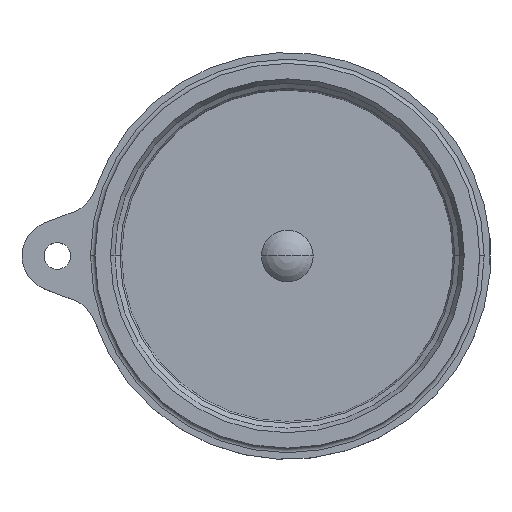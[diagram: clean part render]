
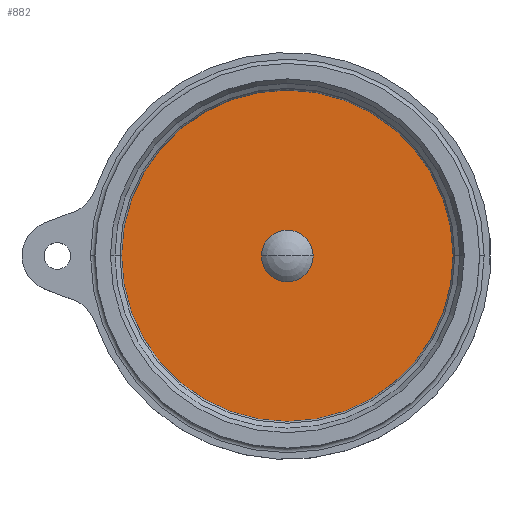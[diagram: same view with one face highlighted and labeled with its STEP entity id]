
A CAD part, top view. The second image highlights one B-rep face of the part: STEP entity #882.
In plain terms, the highlighted planar face has unit normal (0, 0, 1).
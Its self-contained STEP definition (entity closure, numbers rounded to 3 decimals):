
#16=CARTESIAN_POINT('',(0.,0.,-15.));
#17=DIRECTION('',(0.,0.,1.));
#18=DIRECTION('',(1.,0.,0.));
#19=AXIS2_PLACEMENT_3D('',#16,#17,#18);
#25=CARTESIAN_POINT('',(0.,0.,-15.));
#26=DIRECTION('',(0.,0.,1.));
#27=DIRECTION('',(-1.,0.,0.));
#28=AXIS2_PLACEMENT_3D('',#25,#26,#27);
#33=CARTESIAN_POINT('',(0.,0.,-15.));
#34=DIRECTION('',(0.,0.,-1.));
#35=DIRECTION('',(1.,0.,0.));
#36=AXIS2_PLACEMENT_3D('',#33,#34,#35);
#41=CARTESIAN_POINT('',(0.,0.,-15.));
#42=DIRECTION('',(0.,0.,-1.));
#43=DIRECTION('',(-1.,0.,0.));
#44=AXIS2_PLACEMENT_3D('',#41,#42,#43);
#759=CARTESIAN_POINT('',(2.923,0.,-15.));
#760=CARTESIAN_POINT('',(-2.923,0.,-15.));
#761=VERTEX_POINT('',#759);
#762=VERTEX_POINT('',#760);
#829=CARTESIAN_POINT('',(19.,0.,-15.));
#830=CARTESIAN_POINT('',(-19.,0.,-15.));
#831=VERTEX_POINT('',#829);
#832=VERTEX_POINT('',#830);
#865=CARTESIAN_POINT('',(0.,0.,-15.));
#866=DIRECTION('',(0.,0.,-1.));
#867=DIRECTION('',(1.,0.,0.));
#868=AXIS2_PLACEMENT_3D('',#865,#866,#867);
#869=PLANE('',#868);
#871=ORIENTED_EDGE('',*,*,#870,.F.);
#873=ORIENTED_EDGE('',*,*,#872,.F.);
#874=EDGE_LOOP('',(#871,#873));
#875=FACE_OUTER_BOUND('',#874,.F.);
#877=ORIENTED_EDGE('',*,*,#876,.F.);
#879=ORIENTED_EDGE('',*,*,#878,.F.);
#880=EDGE_LOOP('',(#877,#879));
#881=FACE_BOUND('',#880,.F.);
#20=CIRCLE('',#19,19.);
#29=CIRCLE('',#28,19.);
#37=CIRCLE('',#36,2.923);
#45=CIRCLE('',#44,2.923);
#870=EDGE_CURVE('',#831,#832,#20,.T.);
#872=EDGE_CURVE('',#832,#831,#29,.T.);
#876=EDGE_CURVE('',#761,#762,#37,.T.);
#878=EDGE_CURVE('',#762,#761,#45,.T.);
#882=ADVANCED_FACE('',(#875,#881),#869,.F.);
